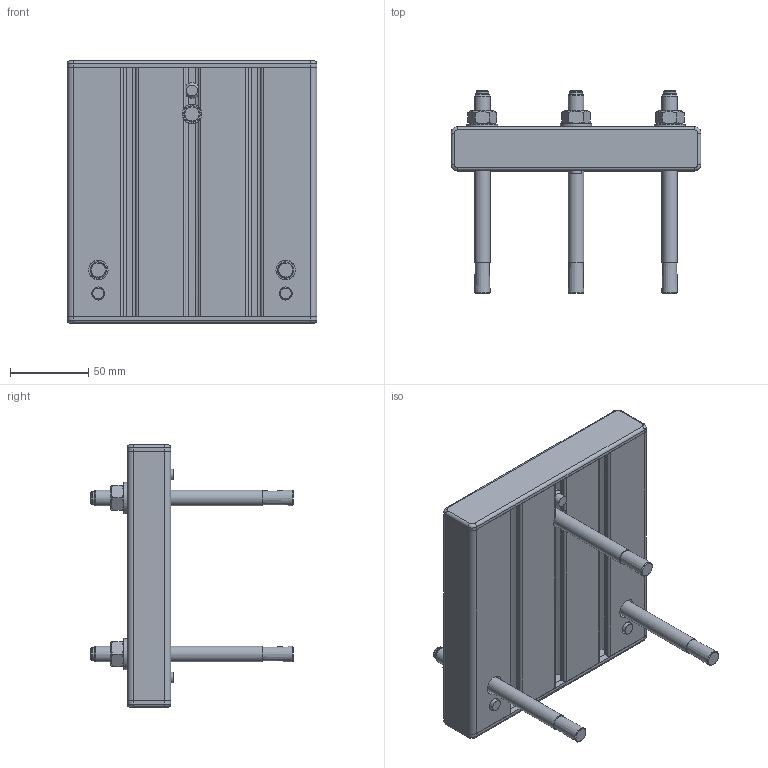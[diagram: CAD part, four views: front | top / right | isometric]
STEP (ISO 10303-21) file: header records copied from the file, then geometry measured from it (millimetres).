
FILE_DESCRIPTION(/* description */ ('KriTec Bodenplatte 8 280x28 inkl. Abdeckkappen'),/* implementation_level */ '2;1');
FILE_NAME(/* name */ '11230_Bodenbefestigungsplatten_8_160.stp',/* time_stamp */ '2019-12-06T15:50:37+01:00',/* author */ ('Steiner'),/* organization */ (''),/* preprocessor_version */ 'ST-DEVELOPER v17',/* originating_system */ 'Autodesk Inventor 2018',/* authorisation */ '');
FILE_SCHEMA (('AUTOMOTIVE_DESIGN { 1 0 10303 214 3 1 1 }'));
Length unit declared in the file: millimetre
Products named in the file (8): 11230; 11230_KriTec_Bodenplatte_8_160x28; 11128; 14084; 14084_Gewindeanker_M10x130mm; DIN 125 - A 10,5; ISO 4032 - M10; DIN 915 - M10 x 30
Assembly tree (12 placements, depth 3):
  11230
    11230_KriTec_Bodenplatte_8_160x28
    11128  x2
    14084  x3
      14084_Gewindeanker_M10x130mm
      DIN 125 - A 10,5
      ISO 4032 - M10
    DIN 915 - M10 x 30  x3
Bounding box: 160 x 130 x 168 mm (x, y, z)
Volume: 570609.1 mm3; surface area: 175412 mm2
Topology: 15 solids, 15 shells, 385 faces, 1009 edges, 667 vertices
Faces by surface type: cylinder 168, plane 159, cone 47, bspline 8, torus 3
Full cylindrical faces by diameter (mm): 6.8 x27, 7 x3, 8 x3, 8.376 x6, 10 x6, 10.5 x3, 12.5 x3, 20 x3
Entity records: 9726 total; most frequent: CARTESIAN_POINT 2507, DIRECTION 1475, ORIENTED_EDGE 1466, EDGE_CURVE 733, AXIS2_PLACEMENT_3D 554, VERTEX_POINT 488, LINE 367, VECTOR 367
